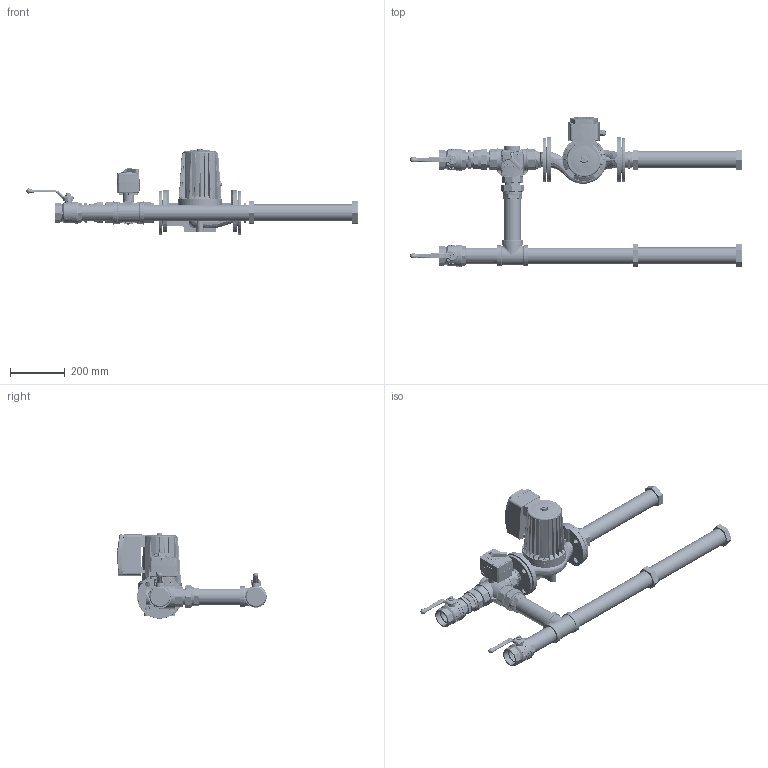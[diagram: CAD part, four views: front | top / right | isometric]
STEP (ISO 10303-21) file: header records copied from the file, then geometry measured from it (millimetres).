
FILE_DESCRIPTION(('FreeCAD Model'),'2;1');
FILE_NAME('Open CASCADE Shape Model','2025-05-01T02:26:09',('FreeCAD'),( 'FreeCAD'),'Open CASCADE STEP processor 7.6','FreeCAD','Unknown');
FILE_SCHEMA(('AUTOMOTIVE_DESIGN { 1 0 10303 214 1 1 1 1 }'));
Length unit declared in the file: millimetre
Products named in the file (1): Open CASCADE STEP translator 7.6 1
Bounding box: 1214.52 x 549.73 x 311.72 mm (x, y, z)
Volume: 4588484.9 mm3; surface area: 1841616.6 mm2
Topology: 20 solids, 48 shells, 5773 faces, 15772 edges, 10328 vertices
Faces by surface type: cylinder 2051, bspline 1996, plane 1459, cone 233, torus 32, revolution 2
Full cylindrical faces by diameter (mm): 2 x2, 2.5 x4, 3 x4, 5.162 x1, 6 x1, 7 x2, 7.67 x1, 10.74 x3, 13.165 x1, 14 x2, 16 x1, 18 x10, 19.537 x1, 19.69 x1, 20 x3, 26 x2, 30 x2, 34.01 x3, 39.38 x1, 39.7 x1, 45 x8, 48 x2, 50 x3, 52.9 x1, 53 x1, 54.3 x3, 54.6 x2, 56.657 x2, 57 x40, 58.426 x1
Entity records: 298412 total; most frequent: CARTESIAN_POINT 176992, ORIENTED_EDGE 31308, DIRECTION 16498, EDGE_CURVE 15700, VERTEX_POINT 10328, B_SPLINE_CURVE_WITH_KNOTS 7252, FACE_BOUND 6230, EDGE_LOOP 6230
